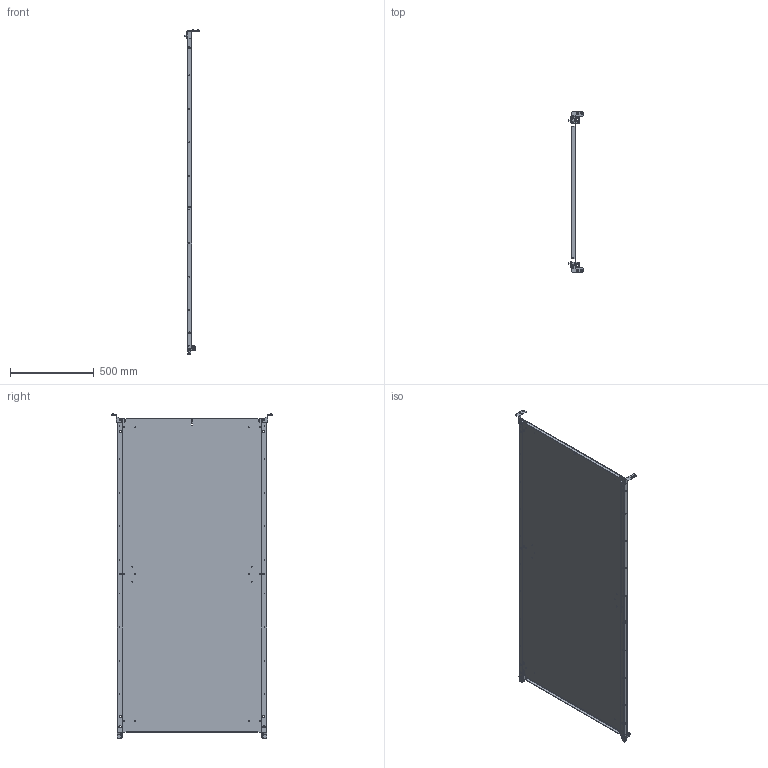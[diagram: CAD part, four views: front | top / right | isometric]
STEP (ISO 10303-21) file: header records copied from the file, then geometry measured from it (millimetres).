
FILE_DESCRIPTION(('CATIA V5 STEP Exchange'),'2;1');
FILE_NAME('EA2010.stp','2013-11-19T14:05:15+00:00',('none'),('none'),'CATIA Version 5 Release 20 SP 6 (IN-10)','CATIA V5 STEP AP203','none');
FILE_SCHEMA(('CONFIG_CONTROL_DESIGN'));
Length unit declared in the file: millimetre
Products named in the file (3): Assieme_piastra_2000x1000_IS2; Assieme_squadretta_dx_piastra_IS2; Assieme_squadretta_sx_piastra_IS2
Assembly tree (19 placements, depth 3):
  Assieme_piastra_2000x1000_IS2
    #58
    Assieme_squadretta_dx_piastra_IS2
      #12646
      #14001  x2
      #14875
    Assieme_squadretta_sx_piastra_IS2
      #15579
      #14001  x2
      #14875
    #17168  x2
    #23693  x2
    #24355  x2
    #24539  x2
Bounding box: 87.5 x 957.59 x 1936.22 mm (x, y, z)
Volume: 4798742 mm3; surface area: 3832316.8 mm2
Topology: 17 solids, 17 shells, 992 faces, 2429 edges, 1448 vertices
Faces by surface type: cylinder 438, plane 348, cone 52, sphere 50, torus 48, bspline 48, revolution 8
Entity records: 25066 total; most frequent: CARTESIAN_POINT 10601, ORIENTED_EDGE 3202, DIRECTION 2251, EDGE_CURVE 1601, VERTEX_POINT 989, AXIS2_PLACEMENT_3D 848, EDGE_LOOP 840, VECTOR 811
